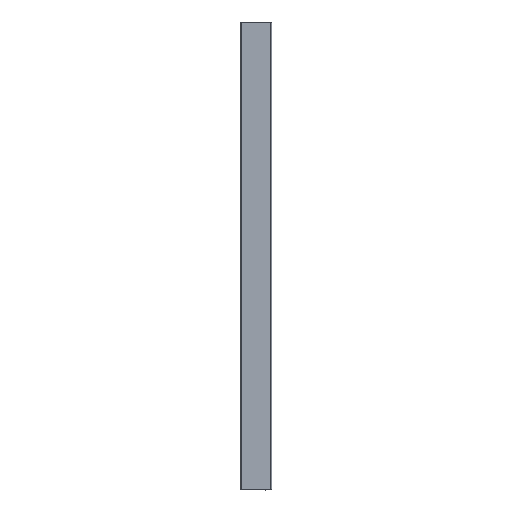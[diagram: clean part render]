
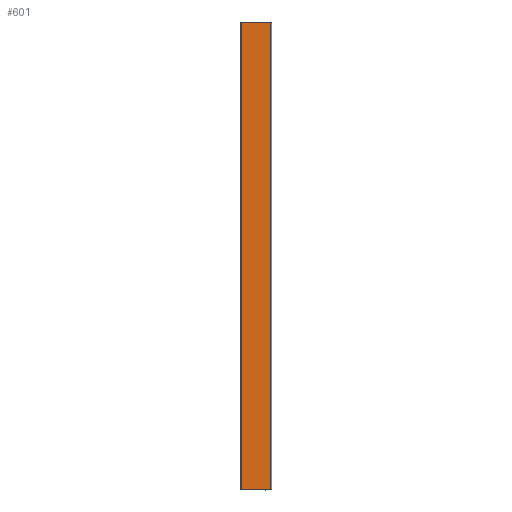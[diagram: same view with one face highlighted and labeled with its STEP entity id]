
A CAD part, front view. The second image highlights one B-rep face of the part: STEP entity #601.
In plain terms, the highlighted planar face has unit normal (0, -1, 0).
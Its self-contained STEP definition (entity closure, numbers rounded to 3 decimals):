
#7 = DIRECTION ( 'NONE',  ( 0., 0., -1. ) ) ;
#31 = VECTOR ( 'NONE', #2074, 1000. ) ;
#105 = DIRECTION ( 'NONE',  ( 0., 0., -1. ) ) ;
#113 = EDGE_CURVE ( 'NONE', #1572, #1348, #137, .T. ) ;
#137 = LINE ( 'NONE', #835, #2336 ) ;
#346 = ORIENTED_EDGE ( 'NONE', *, *, #2033, .F. ) ;
#438 = LINE ( 'NONE', #879, #31 ) ;
#566 = ORIENTED_EDGE ( 'NONE', *, *, #1118, .T. ) ;
#601 = ADVANCED_FACE ( 'NONE', ( #1363 ), #1751, .T. ) ;
#638 = ORIENTED_EDGE ( 'NONE', *, *, #113, .T. ) ;
#687 = LINE ( 'NONE', #1321, #1688 ) ;
#702 = DIRECTION ( 'NONE',  ( -1., 0., 0. ) ) ;
#723 = CARTESIAN_POINT ( 'NONE',  ( 3., -55., 2000. ) ) ;
#740 = DIRECTION ( 'NONE',  ( 0., 0., -1. ) ) ;
#835 = CARTESIAN_POINT ( 'NONE',  ( 3., -55., 2000. ) ) ;
#879 = CARTESIAN_POINT ( 'NONE',  ( 3., -55., 0. ) ) ;
#917 = CARTESIAN_POINT ( 'NONE',  ( 130., -55., 0. ) ) ;
#956 = VERTEX_POINT ( 'NONE', #1694 ) ;
#1117 = DIRECTION ( 'NONE',  ( 0., -1., 0. ) ) ;
#1118 = EDGE_CURVE ( 'NONE', #1348, #956, #1670, .T. ) ;
#1307 = AXIS2_PLACEMENT_3D ( 'NONE', #1644, #1117, #7 ) ;
#1321 = CARTESIAN_POINT ( 'NONE',  ( 130., -55., 2000. ) ) ;
#1348 = VERTEX_POINT ( 'NONE', #723 ) ;
#1352 = CARTESIAN_POINT ( 'NONE',  ( 3., -55., 2000. ) ) ;
#1358 = VERTEX_POINT ( 'NONE', #917 ) ;
#1363 = FACE_OUTER_BOUND ( 'NONE', #1541, .T. ) ;
#1399 = CARTESIAN_POINT ( 'NONE',  ( 130., -55., 2000. ) ) ;
#1541 = EDGE_LOOP ( 'NONE', ( #346, #1852, #638, #566 ) ) ;
#1572 = VERTEX_POINT ( 'NONE', #1399 ) ;
#1644 = CARTESIAN_POINT ( 'NONE',  ( 3., -55., 2000. ) ) ;
#1670 = LINE ( 'NONE', #1352, #2391 ) ;
#1688 = VECTOR ( 'NONE', #740, 1000. ) ;
#1694 = CARTESIAN_POINT ( 'NONE',  ( 3., -55., 0. ) ) ;
#1751 = PLANE ( 'NONE',  #1307 ) ;
#1852 = ORIENTED_EDGE ( 'NONE', *, *, #2357, .F. ) ;
#2033 = EDGE_CURVE ( 'NONE', #1358, #956, #438, .T. ) ;
#2074 = DIRECTION ( 'NONE',  ( -1., 0., 0. ) ) ;
#2336 = VECTOR ( 'NONE', #702, 1000. ) ;
#2357 = EDGE_CURVE ( 'NONE', #1572, #1358, #687, .T. ) ;
#2391 = VECTOR ( 'NONE', #105, 1000. ) ;
